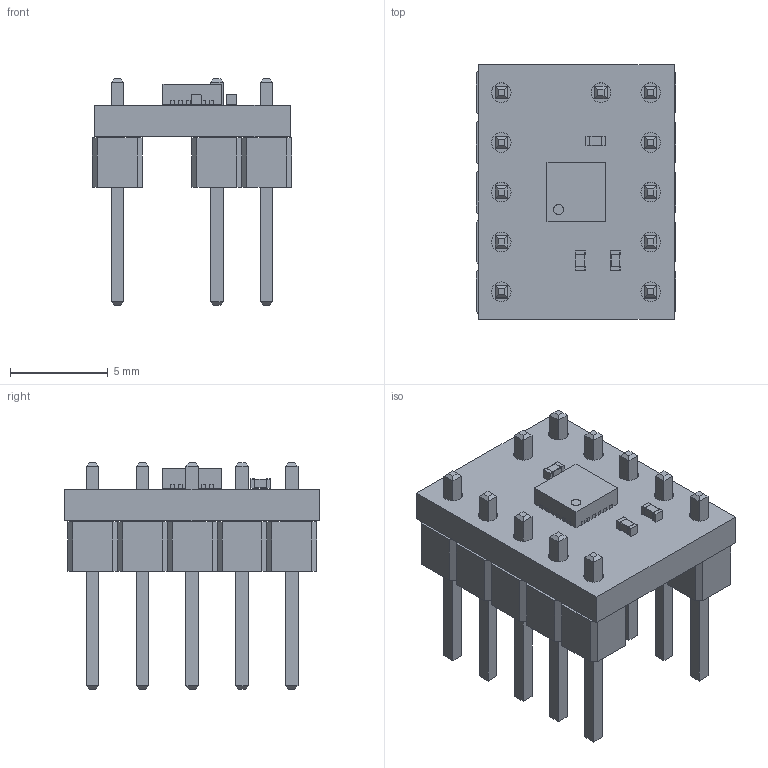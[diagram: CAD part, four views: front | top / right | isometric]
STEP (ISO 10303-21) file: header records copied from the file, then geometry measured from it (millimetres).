
FILE_DESCRIPTION(/* description */ (''),/* implementation_level */ '2;1');
FILE_NAME(/* name */ 'MPU-9250_module.step',/* time_stamp */ '2021-06-09T16:20:24+09:00',/* author */ (''),/* organization */ (''),/* preprocessor_version */ 'ST-DEVELOPER v18.1',/* originating_system */ 'Autodesk Translation Framework v9.7.1.1290',/* authorisation */ '');
FILE_SCHEMA (('AUTOMOTIVE_DESIGN { 1 0 10303 214 3 1 1 }'));
Length unit declared in the file: millimetre
Products named in the file (10): (未保存); QFN-24-1EP_3x3mm_P0.4mm_EP1.75x1.6mm; SOLID (3); C_0402_1005Metric; SOLID; PinHeader_1x05_P2.54mm_Vertical; SOLID (1); PinHeader_1x01_P2.54mm_Vertical; SOLID (2); COMPOUND
Assembly tree (12 placements, depth 3):
  (未保存)
    QFN-24-1EP_3x3mm_P0.4mm_EP1.75x1.6mm
      SOLID (3)
    C_0402_1005Metric  x3
      SOLID
    PinHeader_1x05_P2.54mm_Vertical  x2
      SOLID (1)
    PinHeader_1x01_P2.54mm_Vertical
      SOLID (2)
    COMPOUND
Bounding box: 10.16 x 13 x 11.54 mm (x, y, z)
Volume: 420.4 mm3; surface area: 980.5 mm2
Topology: 8 solids, 8 shells, 535 faces, 1379 edges, 890 vertices
Faces by surface type: plane 463, cylinder 72
Full cylindrical faces by diameter (mm): 0.5 x1, 1 x11
Entity records: 11494 total; most frequent: CARTESIAN_POINT 1926, ORIENTED_EDGE 1878, DIRECTION 1789, EDGE_CURVE 939, LINE 843, VECTOR 843, VERTEX_POINT 610, AXIS2_PLACEMENT_3D 473
